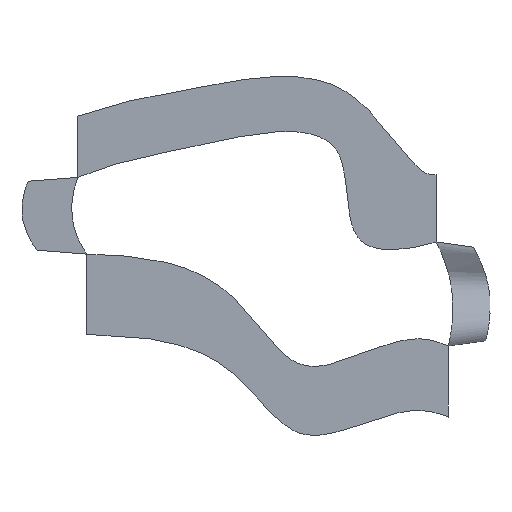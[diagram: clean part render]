
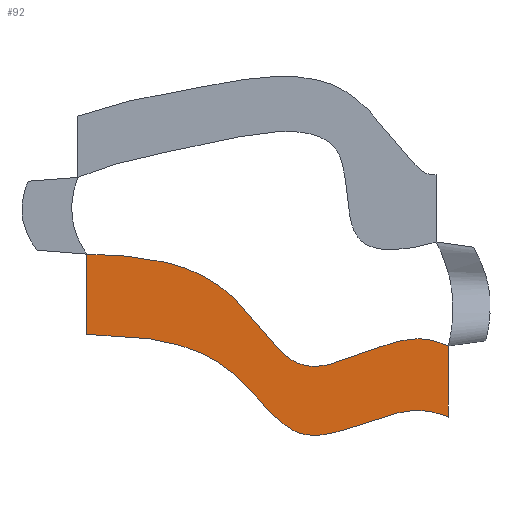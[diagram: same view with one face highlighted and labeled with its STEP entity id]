
A CAD part, top view. The second image highlights one B-rep face of the part: STEP entity #92.
In plain terms, the highlighted free-form (B-spline) face has degree [1, 3] with [2, 7] control points.
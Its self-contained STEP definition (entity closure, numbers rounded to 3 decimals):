
#92=ADVANCED_FACE('',(#96),#238,.T.);
#96=FACE_OUTER_BOUND('',#100,.T.);
#100=EDGE_LOOP('',(#110,#111,#112,#113));
#110=ORIENTED_EDGE('',*,*,#174,.T.);
#111=ORIENTED_EDGE('',*,*,#175,.T.);
#112=ORIENTED_EDGE('',*,*,#176,.T.);
#113=ORIENTED_EDGE('',*,*,#177,.T.);
#126=PCURVE('',#238,#142);
#127=PCURVE('',#238,#143);
#128=PCURVE('',#238,#144);
#129=PCURVE('',#238,#145);
#142=DEFINITIONAL_REPRESENTATION('',(#199),#466);
#143=DEFINITIONAL_REPRESENTATION('',(#201),#466);
#144=DEFINITIONAL_REPRESENTATION('',(#203),#466);
#145=DEFINITIONAL_REPRESENTATION('',(#205),#466);
#158=SURFACE_CURVE('',#198,(#126),.PCURVE_S1.);
#159=SURFACE_CURVE('',#200,(#127),.PCURVE_S1.);
#160=SURFACE_CURVE('',#202,(#128),.PCURVE_S1.);
#161=SURFACE_CURVE('',#204,(#129),.PCURVE_S1.);
#174=EDGE_CURVE('',#228,#229,#158,.T.);
#175=EDGE_CURVE('',#229,#230,#159,.T.);
#176=EDGE_CURVE('',#230,#231,#160,.T.);
#177=EDGE_CURVE('',#231,#228,#161,.T.);
#198=B_SPLINE_CURVE_WITH_KNOTS('',1,(#367,#368),.UNSPECIFIED.,.F.,.F.,(2,
2),(0.,6.451),.UNSPECIFIED.);
#199=B_SPLINE_CURVE_WITH_KNOTS('',1,(#369,#370),.UNSPECIFIED.,.F.,.F.,(2,
2),(0.,6.451),.UNSPECIFIED.);
#200=B_SPLINE_CURVE_WITH_KNOTS('',3,(#371,#372,#373,#374,#375,#376,#377),
 .UNSPECIFIED.,.F.,.F.,(4,1,1,1,4),(-32.064,-30.524,
-20.174,-12.078,0.),.UNSPECIFIED.);
#201=B_SPLINE_CURVE_WITH_KNOTS('',1,(#378,#379),.UNSPECIFIED.,.F.,.F.,(2,
2),(-32.064,0.),.UNSPECIFIED.);
#202=B_SPLINE_CURVE_WITH_KNOTS('',1,(#380,#381),.UNSPECIFIED.,.F.,.F.,(2,
2),(-6.451,0.),.UNSPECIFIED.);
#203=B_SPLINE_CURVE_WITH_KNOTS('',1,(#382,#383),.UNSPECIFIED.,.F.,.F.,(2,
2),(-6.451,0.),.UNSPECIFIED.);
#204=B_SPLINE_CURVE_WITH_KNOTS('',3,(#384,#385,#386,#387,#388,#389,#390),
 .UNSPECIFIED.,.F.,.F.,(4,1,1,1,4),(0.,12.078,20.174,
30.524,32.064),.UNSPECIFIED.);
#205=B_SPLINE_CURVE_WITH_KNOTS('',1,(#391,#392),.UNSPECIFIED.,.F.,.F.,(2,
2),(0.,32.064),.UNSPECIFIED.);
#228=VERTEX_POINT('',#363);
#229=VERTEX_POINT('',#364);
#230=VERTEX_POINT('',#365);
#231=VERTEX_POINT('',#366);
#238=B_SPLINE_SURFACE_WITH_KNOTS('',1,3,((#349,#350,#351,#352,#353,#354,
#355),(#356,#357,#358,#359,#360,#361,#362)),.UNSPECIFIED.,.F.,.F.,.F.,(2,
2),(4,1,1,1,4),(0.,6.451),(-32.064,-30.524,
-20.174,-12.078,0.),.UNSPECIFIED.);
#349=CARTESIAN_POINT('',(22.246,-15.943,0.));
#350=CARTESIAN_POINT('',(21.77,-15.769,0.));
#351=CARTESIAN_POINT('',(18.018,-14.43,0.));
#352=CARTESIAN_POINT('',(10.368,-20.39,0.));
#353=CARTESIAN_POINT('',(4.625,-9.88,0.));
#354=CARTESIAN_POINT('',(-2.795,-9.38,0.));
#355=CARTESIAN_POINT('',(-6.82,-9.293,0.));
#356=CARTESIAN_POINT('',(22.246,-10.23,0.));
#357=CARTESIAN_POINT('',(21.77,-10.037,0.));
#358=CARTESIAN_POINT('',(18.018,-8.55,0.));
#359=CARTESIAN_POINT('',(10.368,-15.171,0.));
#360=CARTESIAN_POINT('',(4.625,-3.494,0.));
#361=CARTESIAN_POINT('',(-2.795,-2.938,0.));
#362=CARTESIAN_POINT('',(-6.82,-2.842,0.));
#363=CARTESIAN_POINT('',(22.246,-15.943,0.));
#364=CARTESIAN_POINT('',(22.246,-10.23,0.));
#365=CARTESIAN_POINT('',(-6.82,-2.842,0.));
#366=CARTESIAN_POINT('',(-6.82,-9.293,0.));
#367=CARTESIAN_POINT('',(22.246,-15.943,0.));
#368=CARTESIAN_POINT('',(22.246,-10.23,0.));
#369=CARTESIAN_POINT('',(0.,-32.064));
#370=CARTESIAN_POINT('',(6.451,-32.064));
#371=CARTESIAN_POINT('',(22.246,-10.23,0.));
#372=CARTESIAN_POINT('',(21.77,-10.037,0.));
#373=CARTESIAN_POINT('',(18.018,-8.55,0.));
#374=CARTESIAN_POINT('',(10.368,-15.171,0.));
#375=CARTESIAN_POINT('',(4.625,-3.494,0.));
#376=CARTESIAN_POINT('',(-2.795,-2.938,0.));
#377=CARTESIAN_POINT('',(-6.82,-2.842,0.));
#378=CARTESIAN_POINT('',(6.451,-32.064));
#379=CARTESIAN_POINT('',(6.451,0.));
#380=CARTESIAN_POINT('',(-6.82,-2.842,0.));
#381=CARTESIAN_POINT('',(-6.82,-9.293,0.));
#382=CARTESIAN_POINT('',(6.451,0.));
#383=CARTESIAN_POINT('',(0.,0.));
#384=CARTESIAN_POINT('',(-6.82,-9.293,0.));
#385=CARTESIAN_POINT('',(-2.795,-9.38,0.));
#386=CARTESIAN_POINT('',(4.625,-9.88,0.));
#387=CARTESIAN_POINT('',(10.368,-20.39,0.));
#388=CARTESIAN_POINT('',(18.018,-14.43,0.));
#389=CARTESIAN_POINT('',(21.77,-15.769,0.));
#390=CARTESIAN_POINT('',(22.246,-15.943,0.));
#391=CARTESIAN_POINT('',(0.,0.));
#392=CARTESIAN_POINT('',(0.,-32.064));
#466=(
GEOMETRIC_REPRESENTATION_CONTEXT(2)
PARAMETRIC_REPRESENTATION_CONTEXT()
REPRESENTATION_CONTEXT('pspace','')
);
